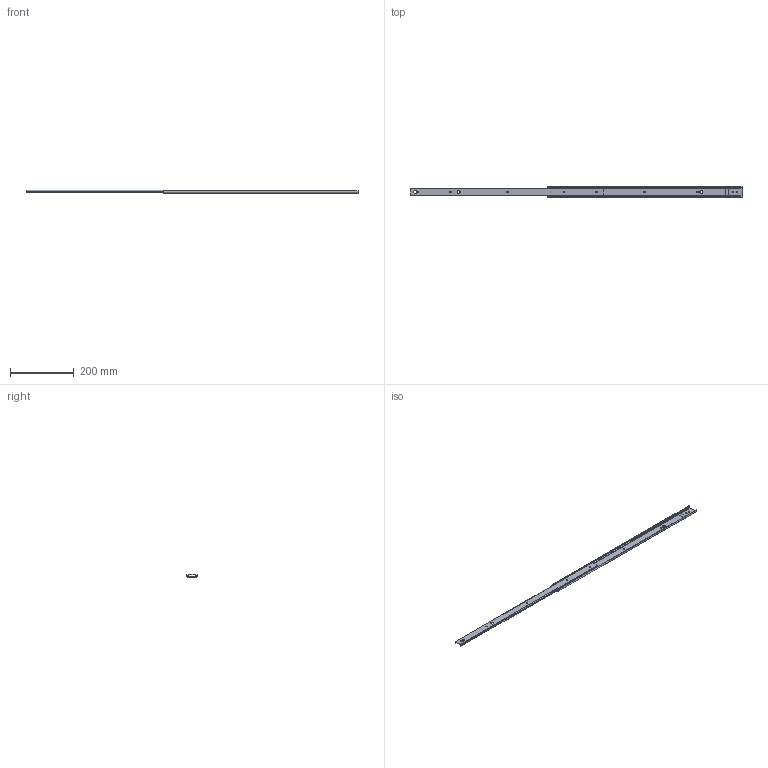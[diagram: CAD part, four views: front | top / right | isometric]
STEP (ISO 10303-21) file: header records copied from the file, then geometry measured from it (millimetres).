
FILE_DESCRIPTION (( 'STEP AP203' ), '1' );
FILE_NAME ('K-251-HD-24.STEP', '2017-05-09T04:32:44', ( '' ), ( '' ), 'SwSTEP 2.0', 'SolidWorks 2014', '' );
FILE_SCHEMA (( 'CONFIG_CONTROL_DESIGN' ));
Length unit declared in the file: millimetre
Products named in the file (3): K-251-HD-24傾僂僞乕_; K-251-HD-24; K-251-HD-24僀儞僫乕_
Assembly tree (2 placements, depth 2):
  K-251-HD-24
    K-251-HD-24傾僂僞乕_
    K-251-HD-24僀儞僫乕_
Bounding box: 1039.6 x 35.3 x 9.6 mm (x, y, z)
Volume: 75762.3 mm3; surface area: 99635 mm2
Topology: 2 solids, 2 shells, 123 faces, 359 edges, 238 vertices
Faces by surface type: plane 69, cylinder 54
Entity records: 4464 total; most frequent: DIRECTION 725, CARTESIAN_POINT 725, ORIENTED_EDGE 718, EDGE_CURVE 359, VECTOR 249, LINE 249, VERTEX_POINT 238, AXIS2_PLACEMENT_3D 238
